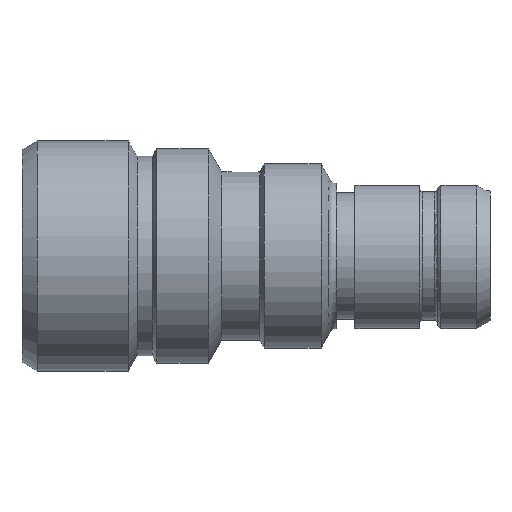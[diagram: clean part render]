
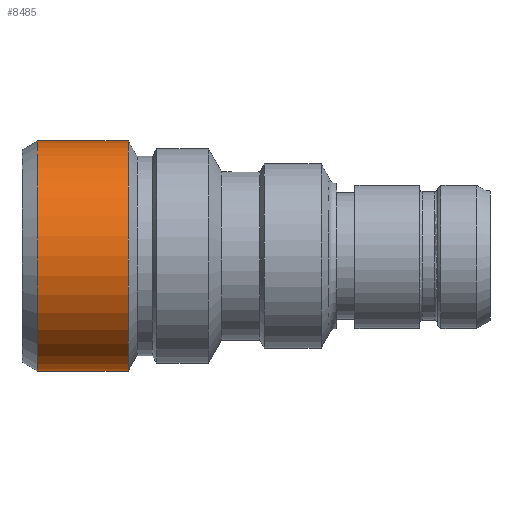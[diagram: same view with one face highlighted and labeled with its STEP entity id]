
A CAD part, top view. The second image highlights one B-rep face of the part: STEP entity #8485.
In plain terms, the highlighted cylindrical face has radius 7.5 mm (diameter 15 mm), a partial arc.
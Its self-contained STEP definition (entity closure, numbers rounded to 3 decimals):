
#1016=CARTESIAN_POINT('',(1.,0.,0.));
#1017=DIRECTION('',(1.,0.,0.));
#1018=DIRECTION('',(0.,1.,0.));
#1019=AXIS2_PLACEMENT_3D('',#1016,#1017,#1018);
#1021=CARTESIAN_POINT('',(6.923,0.,0.));
#1022=DIRECTION('',(1.,0.,0.));
#1023=DIRECTION('',(0.,1.,0.));
#1024=AXIS2_PLACEMENT_3D('',#1021,#1022,#1023);
#1026=DIRECTION('',(-1.,0.,0.));
#1027=VECTOR('',#1026,5.923);
#1028=CARTESIAN_POINT('',(6.923,7.5,0.));
#1029=LINE('739',#1028,#1027);
#1030=DIRECTION('',(-1.,0.,0.));
#1031=VECTOR('',#1030,5.923);
#1032=CARTESIAN_POINT('',(6.923,-7.5,0.));
#1033=LINE('754',#1032,#1031);
#5848=CARTESIAN_POINT('',(6.923,7.5,0.));
#5849=VERTEX_POINT('',#5848);
#5850=CARTESIAN_POINT('',(1.,7.5,0.));
#5851=VERTEX_POINT('',#5850);
#5886=CARTESIAN_POINT('',(6.923,-7.5,0.));
#5887=VERTEX_POINT('',#5886);
#5888=CARTESIAN_POINT('',(1.,-7.5,0.));
#5889=VERTEX_POINT('',#5888);
#8471=CARTESIAN_POINT('',(-1.525,0.,0.));
#8472=DIRECTION('',(1.,0.,0.));
#8473=DIRECTION('',(0.,-1.,0.));
#8474=AXIS2_PLACEMENT_3D('',#8471,#8472,#8473);
#8475=CYLINDRICAL_SURFACE('277',#8474,7.5);
#8477=ORIENTED_EDGE('739',*,*,#8476,.F.);
#8479=ORIENTED_EDGE('773',*,*,#8478,.T.);
#8481=ORIENTED_EDGE('754',*,*,#8480,.T.);
#8482=ORIENTED_EDGE('774',*,*,#8457,.F.);
#8483=EDGE_LOOP('277',(#8477,#8479,#8481,#8482));
#8484=FACE_OUTER_BOUND('277',#8483,.F.);
#1020=CIRCLE('774',#1019,7.5);
#1025=CIRCLE('773',#1024,7.5);
#8457=EDGE_CURVE('774',#5851,#5889,#1020,.T.);
#8476=EDGE_CURVE('739',#5849,#5851,#1029,.T.);
#8478=EDGE_CURVE('773',#5849,#5887,#1025,.T.);
#8480=EDGE_CURVE('754',#5887,#5889,#1033,.T.);
#8485=ADVANCED_FACE('277',(#8484),#8475,.T.);
